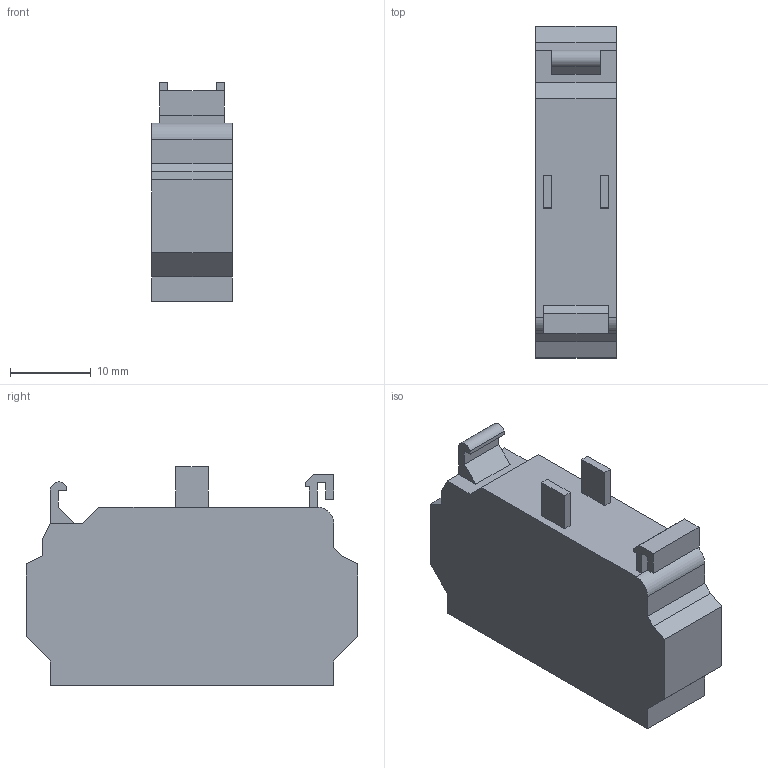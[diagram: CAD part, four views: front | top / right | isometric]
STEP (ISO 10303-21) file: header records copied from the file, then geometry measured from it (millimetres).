
FILE_DESCRIPTION((''),'2;1');
FILE_NAME('3d_LPXCS01.stp','2013-11-21T07:49:37',(''),(''),'Mechanical Desktop 2011','Mechanical Desktop 2011',', , ');
FILE_SCHEMA(('CONFIG_CONTROL_DESIGN'));
Length unit declared in the file: millimetre
Products named in the file (1): Product
Bounding box: 10 x 41 x 27 mm (x, y, z)
Volume: 8449.3 mm3; surface area: 3160.2 mm2
Topology: 1 solids, 1 shells, 49 faces, 131 edges, 86 vertices
Faces by surface type: plane 47, cylinder 2
Entity records: 1592 total; most frequent: CARTESIAN_POINT 267, ORIENTED_EDGE 262, DIRECTION 235, EDGE_CURVE 131, VECTOR 127, LINE 127, VERTEX_POINT 86, AXIS2_PLACEMENT_3D 54
